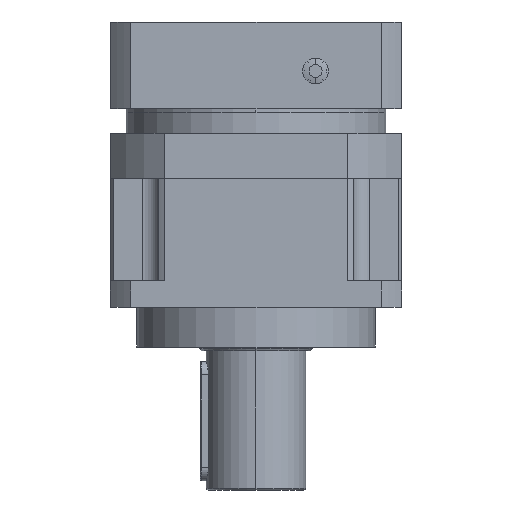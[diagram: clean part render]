
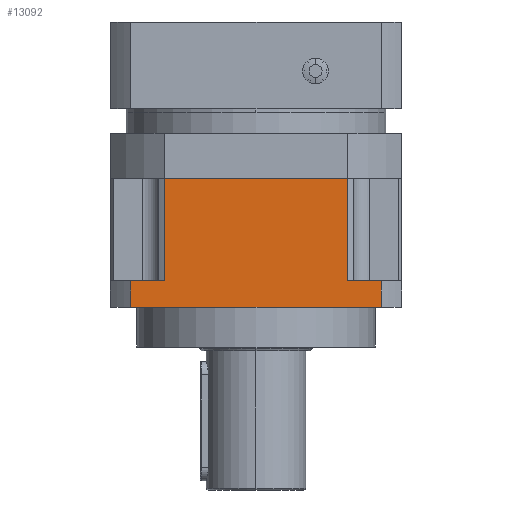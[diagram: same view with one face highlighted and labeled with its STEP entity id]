
A CAD part, front view. The second image highlights one B-rep face of the part: STEP entity #13092.
In plain terms, the highlighted planar face has unit normal (0, -1, 0).
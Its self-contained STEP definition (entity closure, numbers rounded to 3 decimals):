
#322 = ORIENTED_EDGE ( 'NONE', *, *, #3700, .F. ) ;
#595 = VECTOR ( 'NONE', #15229, 1000. ) ;
#763 = DIRECTION ( 'NONE',  ( 0., 0., -1. ) ) ;
#807 = LINE ( 'NONE', #13192, #9394 ) ;
#825 = VERTEX_POINT ( 'NONE', #14859 ) ;
#957 = EDGE_CURVE ( 'NONE', #17027, #19945, #13486, .T. ) ;
#1152 = VERTEX_POINT ( 'NONE', #12426 ) ;
#1351 = CARTESIAN_POINT ( 'NONE',  ( -69.282, -110., -77.5 ) ) ;
#1704 = EDGE_LOOP ( 'NONE', ( #4137, #19762, #17741, #7471, #322, #3356, #17757, #4102 ) ) ;
#1954 = VECTOR ( 'NONE', #20549, 1000. ) ;
#2451 = LINE ( 'NONE', #13855, #10045 ) ;
#2857 = DIRECTION ( 'NONE',  ( -1., 0., 0. ) ) ;
#3356 = ORIENTED_EDGE ( 'NONE', *, *, #9655, .T. ) ;
#3700 = EDGE_CURVE ( 'NONE', #825, #17027, #807, .T. ) ;
#4091 = VECTOR ( 'NONE', #12971, 1000. ) ;
#4102 = ORIENTED_EDGE ( 'NONE', *, *, #12200, .T. ) ;
#4137 = ORIENTED_EDGE ( 'NONE', *, *, #7505, .F. ) ;
#5157 = CARTESIAN_POINT ( 'NONE',  ( 94.472, -110., -77.5 ) ) ;
#5177 = DIRECTION ( 'NONE',  ( 1., 0., 0. ) ) ;
#5403 = DIRECTION ( 'NONE',  ( 0., 0., -1. ) ) ;
#6429 = CARTESIAN_POINT ( 'NONE',  ( 94.472, -110., -77.5 ) ) ;
#6567 = CARTESIAN_POINT ( 'NONE',  ( 69.282, -110., -77.5 ) ) ;
#6758 = VECTOR ( 'NONE', #9659, 1000. ) ;
#6972 = VECTOR ( 'NONE', #763, 1000. ) ;
#7171 = CARTESIAN_POINT ( 'NONE',  ( 69.282, -110., 0. ) ) ;
#7471 = ORIENTED_EDGE ( 'NONE', *, *, #957, .F. ) ;
#7505 = EDGE_CURVE ( 'NONE', #18382, #1152, #8378, .T. ) ;
#8305 = VERTEX_POINT ( 'NONE', #5157 ) ;
#8378 = LINE ( 'NONE', #17821, #4091 ) ;
#9206 = DIRECTION ( 'NONE',  ( 0., 0., -1. ) ) ;
#9394 = VECTOR ( 'NONE', #5177, 1000. ) ;
#9655 = EDGE_CURVE ( 'NONE', #825, #14023, #11059, .T. ) ;
#9659 = DIRECTION ( 'NONE',  ( -1., 0., 0. ) ) ;
#10045 = VECTOR ( 'NONE', #2857, 1000. ) ;
#10294 = AXIS2_PLACEMENT_3D ( 'NONE', #14987, #15056, #5403 ) ;
#11059 = LINE ( 'NONE', #18902, #1954 ) ;
#11249 = LINE ( 'NONE', #15205, #6972 ) ;
#11535 = LINE ( 'NONE', #6429, #6758 ) ;
#11583 = LINE ( 'NONE', #18904, #19185 ) ;
#12200 = EDGE_CURVE ( 'NONE', #19944, #1152, #11583, .T. ) ;
#12426 = CARTESIAN_POINT ( 'NONE',  ( -94.472, -110., -97.5 ) ) ;
#12971 = DIRECTION ( 'NONE',  ( -1., 0., 0. ) ) ;
#13092 = ADVANCED_FACE ( 'NONE', ( #20199 ), #13406, .T. ) ;
#13192 = CARTESIAN_POINT ( 'NONE',  ( 69.282, -110., 0. ) ) ;
#13406 = PLANE ( 'NONE',  #10294 ) ;
#13486 = LINE ( 'NONE', #7171, #595 ) ;
#13855 = CARTESIAN_POINT ( 'NONE',  ( 94.472, -110., -77.5 ) ) ;
#14023 = VERTEX_POINT ( 'NONE', #1351 ) ;
#14414 = EDGE_CURVE ( 'NONE', #8305, #19945, #2451, .T. ) ;
#14859 = CARTESIAN_POINT ( 'NONE',  ( -69.282, -110., 0. ) ) ;
#14987 = CARTESIAN_POINT ( 'NONE',  ( 94.472, -110., -77.5 ) ) ;
#15056 = DIRECTION ( 'NONE',  ( 0., -1., 0. ) ) ;
#15205 = CARTESIAN_POINT ( 'NONE',  ( 94.472, -110., -77.5 ) ) ;
#15229 = DIRECTION ( 'NONE',  ( 0., 0., -1. ) ) ;
#16005 = EDGE_CURVE ( 'NONE', #8305, #18382, #11249, .T. ) ;
#16603 = CARTESIAN_POINT ( 'NONE',  ( 94.472, -110., -97.5 ) ) ;
#16668 = CARTESIAN_POINT ( 'NONE',  ( 69.282, -110., 0. ) ) ;
#17027 = VERTEX_POINT ( 'NONE', #16668 ) ;
#17741 = ORIENTED_EDGE ( 'NONE', *, *, #14414, .T. ) ;
#17757 = ORIENTED_EDGE ( 'NONE', *, *, #19926, .T. ) ;
#17821 = CARTESIAN_POINT ( 'NONE',  ( 94.472, -110., -97.5 ) ) ;
#17837 = CARTESIAN_POINT ( 'NONE',  ( -94.472, -110., -77.5 ) ) ;
#18382 = VERTEX_POINT ( 'NONE', #16603 ) ;
#18902 = CARTESIAN_POINT ( 'NONE',  ( -69.282, -110., 0. ) ) ;
#18904 = CARTESIAN_POINT ( 'NONE',  ( -94.472, -110., -77.5 ) ) ;
#19185 = VECTOR ( 'NONE', #9206, 1000. ) ;
#19762 = ORIENTED_EDGE ( 'NONE', *, *, #16005, .F. ) ;
#19926 = EDGE_CURVE ( 'NONE', #14023, #19944, #11535, .T. ) ;
#19944 = VERTEX_POINT ( 'NONE', #17837 ) ;
#19945 = VERTEX_POINT ( 'NONE', #6567 ) ;
#20199 = FACE_OUTER_BOUND ( 'NONE', #1704, .T. ) ;
#20549 = DIRECTION ( 'NONE',  ( 0., 0., -1. ) ) ;
